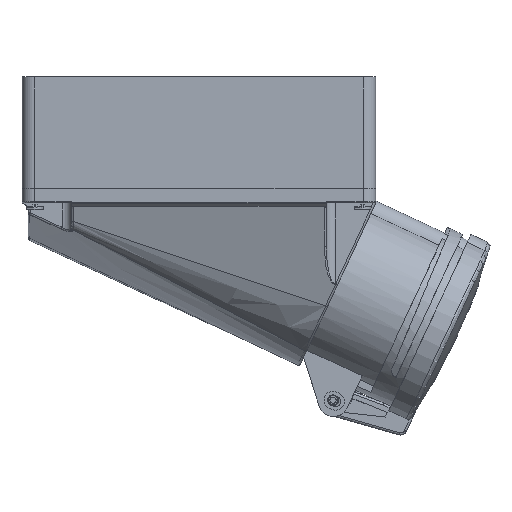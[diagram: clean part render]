
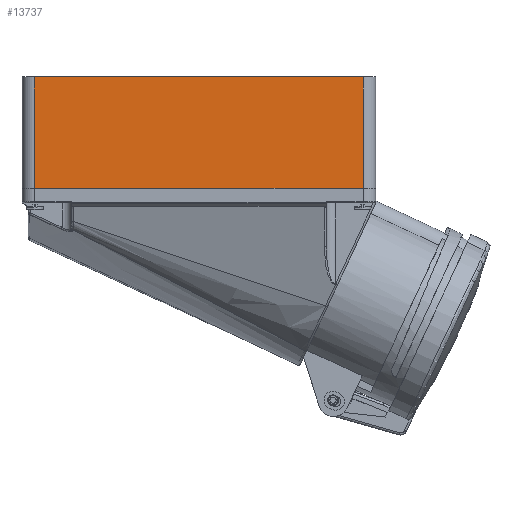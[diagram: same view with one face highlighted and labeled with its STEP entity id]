
A CAD part, front view. The second image highlights one B-rep face of the part: STEP entity #13737.
In plain terms, the highlighted planar face has unit normal (0, -1, 0).
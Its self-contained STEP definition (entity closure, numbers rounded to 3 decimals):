
#1051=FACE_OUTER_BOUND('',#1868,.T.);
#1868=EDGE_LOOP('',(#10656,#10657,#10658,#10659));
#2358=LINE('',#20394,#3119);
#2388=LINE('',#20545,#3149);
#2574=LINE('',#31763,#3335);
#2580=LINE('',#31773,#3341);
#3119=VECTOR('',#15929,10.);
#3149=VECTOR('',#16055,10.);
#3335=VECTOR('',#16895,10.);
#3341=VECTOR('',#16909,10.);
#4880=VERTEX_POINT('',#18501);
#5151=VERTEX_POINT('',#20375);
#5191=VERTEX_POINT('',#20542);
#5192=VERTEX_POINT('',#20544);
#6608=EDGE_CURVE('',#4880,#5151,#2358,.T.);
#6665=EDGE_CURVE('',#5191,#5192,#2388,.T.);
#7447=EDGE_CURVE('',#4880,#5192,#2574,.T.);
#7453=EDGE_CURVE('',#5151,#5191,#2580,.T.);
#10656=ORIENTED_EDGE('',*,*,#6665,.F.);
#10657=ORIENTED_EDGE('',*,*,#7453,.F.);
#10658=ORIENTED_EDGE('',*,*,#6608,.F.);
#10659=ORIENTED_EDGE('',*,*,#7447,.T.);
#12340=PLANE('',#14680);
#13737=ADVANCED_FACE('',(#1051),#12340,.T.);
#14680=AXIS2_PLACEMENT_3D('',#31772,#16907,#16908);
#15929=DIRECTION('',(-1.,0.,0.));
#16055=DIRECTION('',(1.,0.,0.));
#16895=DIRECTION('',(0.,0.,1.));
#16907=DIRECTION('center_axis',(0.,-1.,0.));
#16908=DIRECTION('ref_axis',(1.,0.,0.));
#16909=DIRECTION('',(0.,0.,1.));
#18501=CARTESIAN_POINT('',(79.,-59.,7.));
#20375=CARTESIAN_POINT('',(-79.,-59.,7.));
#20394=CARTESIAN_POINT('',(-79.,-59.,7.));
#20542=CARTESIAN_POINT('',(-79.,-59.,60.5));
#20544=CARTESIAN_POINT('',(79.,-59.,60.5));
#20545=CARTESIAN_POINT('',(-39.5,-59.,60.5));
#31763=CARTESIAN_POINT('',(79.,-59.,7.));
#31772=CARTESIAN_POINT('Origin',(-79.,-59.,7.));
#31773=CARTESIAN_POINT('',(-79.,-59.,7.));
